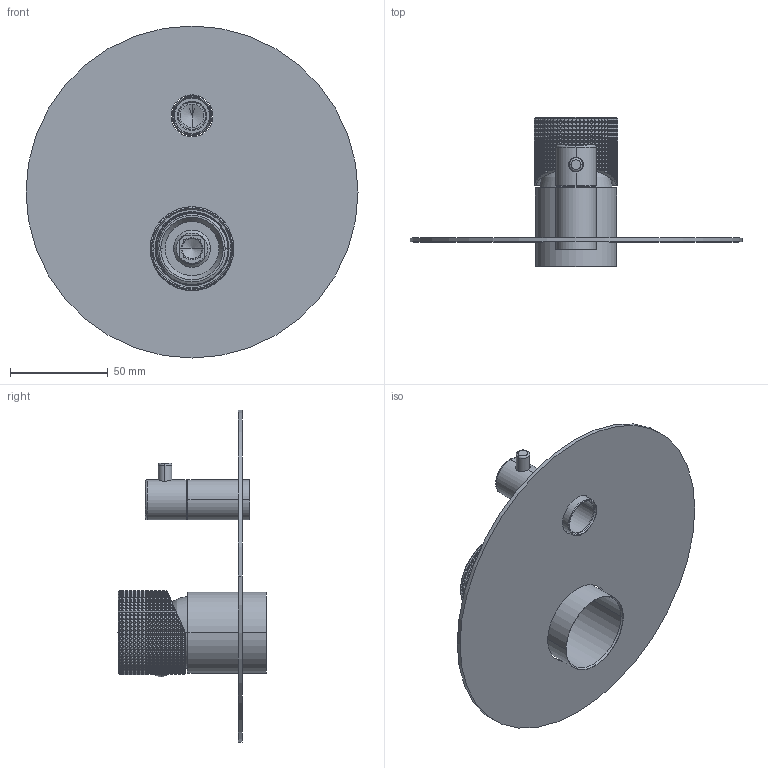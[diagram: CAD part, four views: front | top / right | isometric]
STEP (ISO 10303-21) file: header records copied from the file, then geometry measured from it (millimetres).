
FILE_DESCRIPTION((''),'2;1');
FILE_NAME('ALOG608_001','2023-01-26T12:03:29',('michelaferrini'),(''),'CREO PARAMETRIC BY PTC INC, 2022164','CREO PARAMETRIC BY PTC INC, 2022164','');
FILE_SCHEMA(('CONFIG_CONTROL_DESIGN'));
Products named in the file (11): SINMAC0010; SCCMAC0011; ALOG005C007; SPLMAC0005; SDVMAC0005; AOTT005C003; AOTT005C004; ALOG608C001; ALOG608W001; ALOG608E003; ALOG608_001
Assembly tree (10 placements, depth 4):
  ALOG608_001
    ALOG608E003
      SINMAC0010
      SCCMAC0011
      ALOG005C007
      SPLMAC0005
      SDVMAC0005
      AOTT005C003
      AOTT005C004
      ALOG608W001
        ALOG608C001
Bounding box: 170 x 76.29 x 170 mm (x, y, z)
Volume: 69620.3 mm3; surface area: 77888.1 mm2
Topology: 8 solids, 10 shells, 5344 faces, 10979 edges, 5650 vertices
Faces by surface type: plane 2120, cone 2040, cylinder 1118, bspline 38, torus 16, sphere 12
Entity records: 148080 total; most frequent: CARTESIAN_POINT 44324, ORIENTED_EDGE 21928, DIRECTION 20636, EDGE_CURVE 10969, AXIS2_PLACEMENT_3D 8644, VERTEX_POINT 5650, EDGE_LOOP 5369, FACE_OUTER_BOUND 5344
